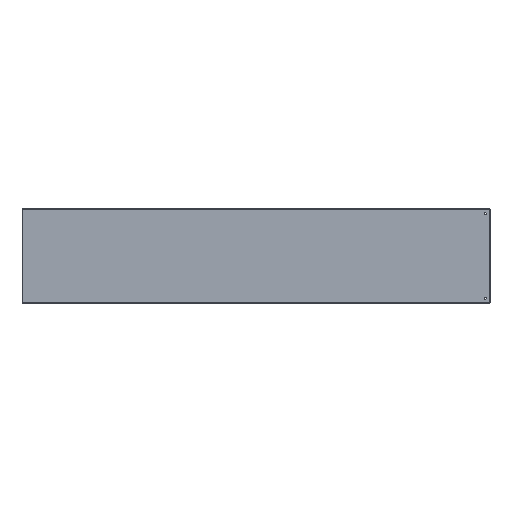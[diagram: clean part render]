
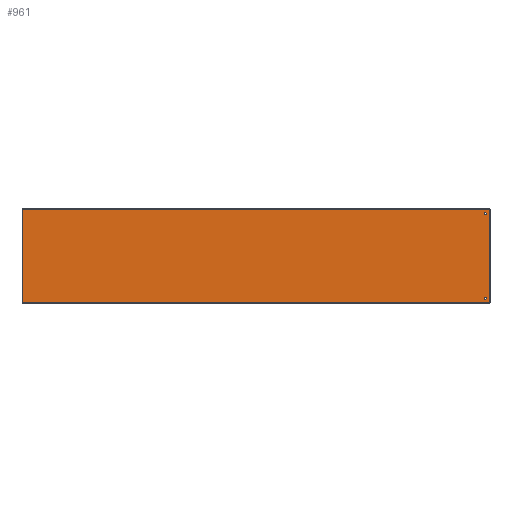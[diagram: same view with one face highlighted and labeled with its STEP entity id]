
A CAD part, top view. The second image highlights one B-rep face of the part: STEP entity #961.
In plain terms, the highlighted planar face has unit normal (0, 0, 1).
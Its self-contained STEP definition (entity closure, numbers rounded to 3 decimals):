
#17 = LINE ( 'NONE', #2419, #126 ) ;
#35 = VECTOR ( 'NONE', #2400, 1000. ) ;
#54 = CIRCLE ( 'NONE', #1750, 4. ) ;
#71 = CIRCLE ( 'NONE', #1792, 4. ) ;
#85 = VECTOR ( 'NONE', #2398, 1000. ) ;
#126 = VECTOR ( 'NONE', #2429, 1000. ) ;
#130 = CIRCLE ( 'NONE', #1791, 4. ) ;
#141 = VECTOR ( 'NONE', #2431, 1000. ) ;
#143 = CIRCLE ( 'NONE', #1756, 4. ) ;
#148 = LINE ( 'NONE', #2430, #141 ) ;
#174 = LINE ( 'NONE', #2399, #35 ) ;
#197 = LINE ( 'NONE', #2392, #85 ) ;
#272 = VERTEX_POINT ( 'NONE', #559 ) ;
#273 = VERTEX_POINT ( 'NONE', #565 ) ;
#276 = VERTEX_POINT ( 'NONE', #567 ) ;
#277 = VERTEX_POINT ( 'NONE', #568 ) ;
#372 = VERTEX_POINT ( 'NONE', #2695 ) ;
#373 = VERTEX_POINT ( 'NONE', #1435 ) ;
#374 = VERTEX_POINT ( 'NONE', #1814 ) ;
#375 = VERTEX_POINT ( 'NONE', #1815 ) ;
#559 = CARTESIAN_POINT ( 'NONE',  ( 933., -172., 1.5 ) ) ;
#565 = CARTESIAN_POINT ( 'NONE',  ( 925., -172., 1.5 ) ) ;
#567 = CARTESIAN_POINT ( 'NONE',  ( 933., 172., 1.5 ) ) ;
#568 = CARTESIAN_POINT ( 'NONE',  ( 925., 172., 1.5 ) ) ;
#961 = ADVANCED_FACE ( 'NONE', ( #1197, #1173, #1338 ), #2155, .T. ) ;
#1173 = FACE_BOUND ( 'NONE', #2843, .T. ) ;
#1197 = FACE_BOUND ( 'NONE', #2702, .T. ) ;
#1338 = FACE_OUTER_BOUND ( 'NONE', #2904, .T. ) ;
#1435 = CARTESIAN_POINT ( 'NONE',  ( -946.9, -189.99, 1.5 ) ) ;
#1523 = EDGE_CURVE ( 'NONE', #277, #276, #54, .T. ) ;
#1524 = EDGE_CURVE ( 'NONE', #273, #272, #143, .T. ) ;
#1525 = EDGE_CURVE ( 'NONE', #372, #373, #197, .T. ) ;
#1526 = EDGE_CURVE ( 'NONE', #373, #375, #174, .T. ) ;
#1538 = EDGE_CURVE ( 'NONE', #375, #374, #17, .T. ) ;
#1539 = EDGE_CURVE ( 'NONE', #374, #372, #148, .T. ) ;
#1620 = EDGE_CURVE ( 'NONE', #276, #277, #71, .T. ) ;
#1622 = EDGE_CURVE ( 'NONE', #272, #273, #130, .T. ) ;
#1716 = AXIS2_PLACEMENT_3D ( 'NONE', #2154, #2156, #2157 ) ;
#1750 = AXIS2_PLACEMENT_3D ( 'NONE', #2386, #2393, #2394 ) ;
#1756 = AXIS2_PLACEMENT_3D ( 'NONE', #2395, #2396, #2397 ) ;
#1791 = AXIS2_PLACEMENT_3D ( 'NONE', #2627, #2629, #2630 ) ;
#1792 = AXIS2_PLACEMENT_3D ( 'NONE', #2610, #2622, #2623 ) ;
#1814 = CARTESIAN_POINT ( 'NONE',  ( 946.9, 189.99, 1.5 ) ) ;
#1815 = CARTESIAN_POINT ( 'NONE',  ( -946.9, 189.99, 1.5 ) ) ;
#2154 = CARTESIAN_POINT ( 'NONE',  ( -947., -190., 1.5 ) ) ;
#2155 = PLANE ( 'NONE',  #1716 ) ;
#2156 = DIRECTION ( 'NONE',  ( 0., 0., 1. ) ) ;
#2157 = DIRECTION ( 'NONE',  ( 1., 0., 0. ) ) ;
#2386 = CARTESIAN_POINT ( 'NONE',  ( 929., 172., 1.5 ) ) ;
#2392 = CARTESIAN_POINT ( 'NONE',  ( 947., -189.99, 1.5 ) ) ;
#2393 = DIRECTION ( 'NONE',  ( 0., 0., -1. ) ) ;
#2394 = DIRECTION ( 'NONE',  ( 1., 0., 0. ) ) ;
#2395 = CARTESIAN_POINT ( 'NONE',  ( 929., -172., 1.5 ) ) ;
#2396 = DIRECTION ( 'NONE',  ( 0., 0., -1. ) ) ;
#2397 = DIRECTION ( 'NONE',  ( 1., 0., 0. ) ) ;
#2398 = DIRECTION ( 'NONE',  ( -1., 0., 0. ) ) ;
#2399 = CARTESIAN_POINT ( 'NONE',  ( -946.9, -189.99, 1.5 ) ) ;
#2400 = DIRECTION ( 'NONE',  ( 0., 1., 0. ) ) ;
#2419 = CARTESIAN_POINT ( 'NONE',  ( -947., 189.99, 1.5 ) ) ;
#2429 = DIRECTION ( 'NONE',  ( 1., 0., 0. ) ) ;
#2430 = CARTESIAN_POINT ( 'NONE',  ( 946.9, 189.99, 1.5 ) ) ;
#2431 = DIRECTION ( 'NONE',  ( 0., -1., 0. ) ) ;
#2610 = CARTESIAN_POINT ( 'NONE',  ( 929., 172., 1.5 ) ) ;
#2622 = DIRECTION ( 'NONE',  ( 0., 0., -1. ) ) ;
#2623 = DIRECTION ( 'NONE',  ( 1., 0., 0. ) ) ;
#2627 = CARTESIAN_POINT ( 'NONE',  ( 929., -172., 1.5 ) ) ;
#2629 = DIRECTION ( 'NONE',  ( 0., 0., -1. ) ) ;
#2630 = DIRECTION ( 'NONE',  ( 1., 0., 0. ) ) ;
#2695 = CARTESIAN_POINT ( 'NONE',  ( 946.9, -189.99, 1.5 ) ) ;
#2702 = EDGE_LOOP ( 'NONE', ( #2984, #2901 ) ) ;
#2818 = ORIENTED_EDGE ( 'NONE', *, *, #1538, .F. ) ;
#2825 = ORIENTED_EDGE ( 'NONE', *, *, #1526, .F. ) ;
#2843 = EDGE_LOOP ( 'NONE', ( #2957, #3018 ) ) ;
#2901 = ORIENTED_EDGE ( 'NONE', *, *, #1622, .T. ) ;
#2904 = EDGE_LOOP ( 'NONE', ( #2988, #2949, #2818, #2825 ) ) ;
#2949 = ORIENTED_EDGE ( 'NONE', *, *, #1539, .F. ) ;
#2957 = ORIENTED_EDGE ( 'NONE', *, *, #1523, .T. ) ;
#2984 = ORIENTED_EDGE ( 'NONE', *, *, #1524, .T. ) ;
#2988 = ORIENTED_EDGE ( 'NONE', *, *, #1525, .F. ) ;
#3018 = ORIENTED_EDGE ( 'NONE', *, *, #1620, .T. ) ;
